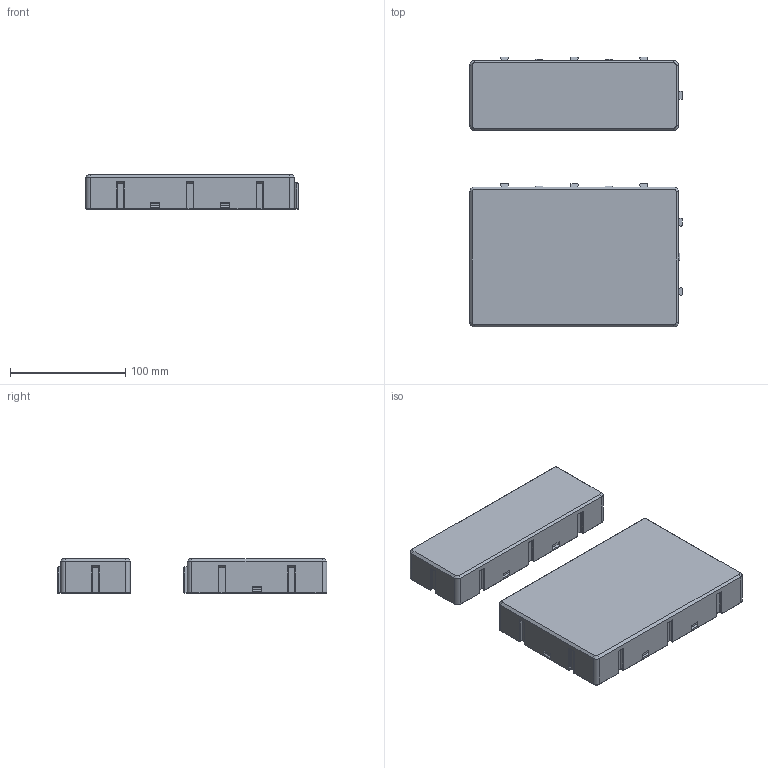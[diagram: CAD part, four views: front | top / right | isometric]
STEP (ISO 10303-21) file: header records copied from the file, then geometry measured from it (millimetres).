
FILE_DESCRIPTION(/* description */ ('','CAx-IF Rec.Pracs.---Representation and Presentation of Product Manufacturing Information (PMI)---4.0---2014-10-13'),/* implementation_level */ '2;1');
FILE_NAME(/* name */ 'Breadboard Surface Holders A4.step',/* time_stamp */ '2024-12-14T21:14:57-07:00',/* author */ (''),/* organization */ (''),/* preprocessor_version */ 'ST-DEVELOPER v20',/* originating_system */ 'Autodesk Translation Framework v13.20.0.188',/* authorisation */ '');
FILE_SCHEMA (('AP242_MANAGED_MODEL_BASED_3D_ENGINEERING_MIM_LF { 1 0 10303 442 1 1 4 }'));
Length unit declared in the file: millimetre
Products named in the file (3): Breadboard Holders Bare (A); Double Surface Board; Single Surface Board
Assembly tree (2 placements, depth 2):
  Breadboard Holders Bare (A)
    Double Surface Board
    Single Surface Board
Bounding box: 184.2 x 233.75 x 29.8 mm (x, y, z)
Volume: 235634.2 mm3; surface area: 134896.5 mm2
Topology: 2 solids, 2 shells, 395 faces, 979 edges, 584 vertices
Faces by surface type: plane 249, cylinder 78, cone 68
Entity records: 11404 total; most frequent: DIRECTION 1985, CARTESIAN_POINT 1945, ORIENTED_EDGE 1922, EDGE_CURVE 961, LINE 737, VECTOR 737, AXIS2_PLACEMENT_3D 624, VERTEX_POINT 584
